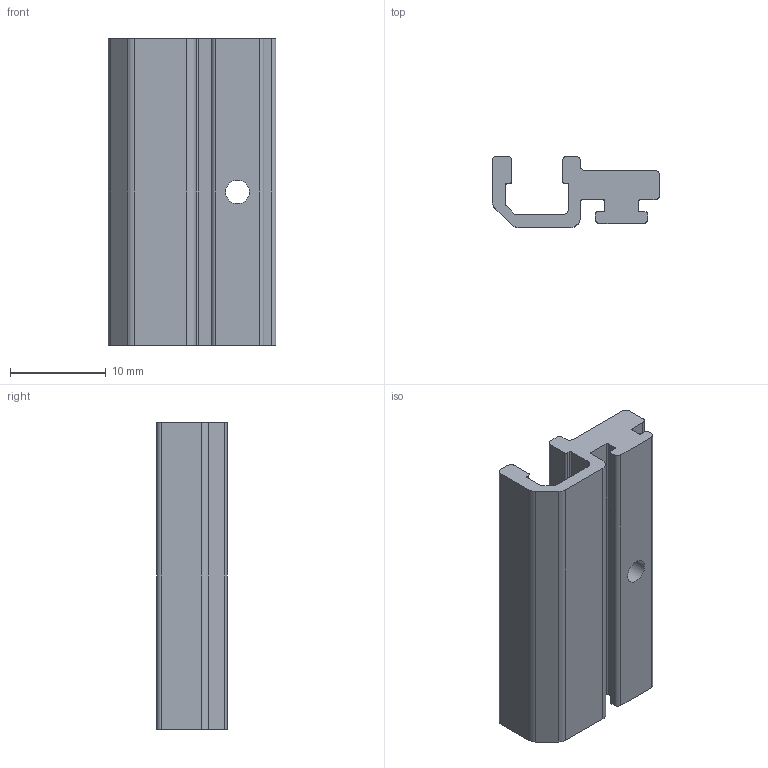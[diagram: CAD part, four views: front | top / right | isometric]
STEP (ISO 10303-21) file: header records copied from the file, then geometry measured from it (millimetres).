
FILE_DESCRIPTION( ( 'STEP AP203' ), '1' );
FILE_NAME( 'SICK BEF-KHZ-TT2-Order no.2046440 (T-Nut).stp', '2018-12-17T14:46:12', ( '' ), ( '' ), ' ', 'PARTsolutions', ' ' );
FILE_SCHEMA( ( 'CONFIG_CONTROL_DESIGN' ) );
Length unit declared in the file: millimetre
Products named in the file (1): _SICK BEF-KHZ-TT2-Order no.2046440 (T-Nut)
Bounding box: 17.5 x 7.4 x 32 mm (x, y, z)
Volume: 2048.9 mm3; surface area: 2335.2 mm2
Topology: 1 solids, 1 shells, 56 faces, 161 edges, 107 vertices
Faces by surface type: plane 28, cylinder 27, cone 1
Full cylindrical faces by diameter (mm): 2.459 x1
Entity records: 1890 total; most frequent: DIRECTION 328, CARTESIAN_POINT 323, ORIENTED_EDGE 318, EDGE_CURVE 159, AXIS2_PLACEMENT_3D 112, VERTEX_POINT 107, LINE 104, VECTOR 104
